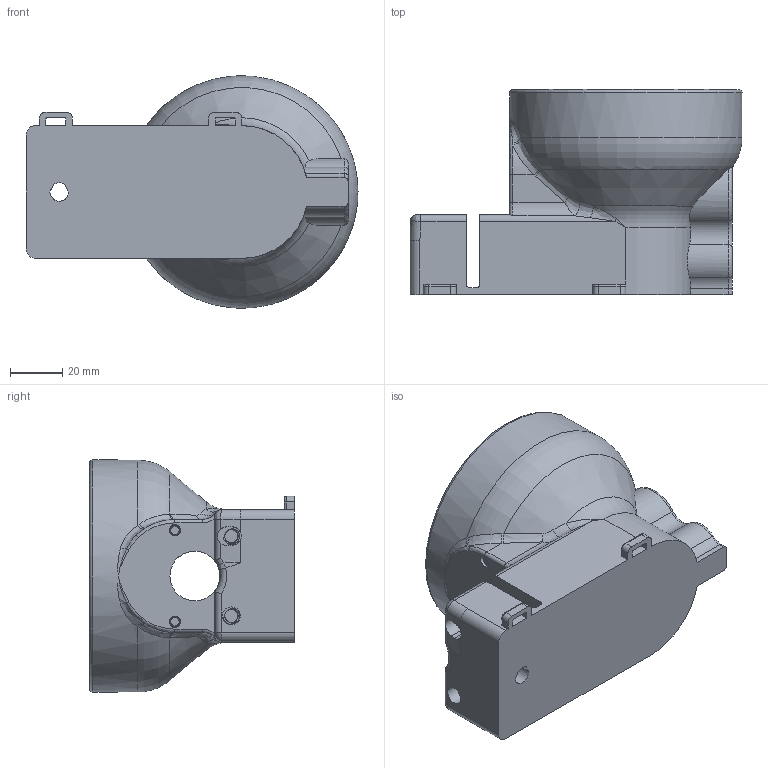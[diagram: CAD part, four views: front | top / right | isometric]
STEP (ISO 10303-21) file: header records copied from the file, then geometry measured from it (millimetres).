
FILE_DESCRIPTION(/* description */ (''),/* implementation_level */ '2;1');
FILE_NAME(/* name */ 'Funnel.step',/* time_stamp */ '2022-01-04T08:25:57-08:00',/* author */ (''),/* organization */ (''),/* preprocessor_version */ 'ST-DEVELOPER v18.1',/* originating_system */ 'Autodesk Translation Framework v10.10.0.1391',/* authorisation */ '');
FILE_SCHEMA (('AUTOMOTIVE_DESIGN { 1 0 10303 214 3 1 1 }'));
Length unit declared in the file: inch
Products named in the file (1): Funnel
Bounding box: 127 x 78.37 x 88.9 mm (x, y, z)
Volume: 177211.1 mm3; surface area: 53965.1 mm2
Topology: 1 solids, 1 shells, 368 faces, 1026 edges, 660 vertices
Faces by surface type: cylinder 241, plane 52, bspline 41, torus 27, cone 7
Full cylindrical faces by diameter (mm): 3.332 x10, 4.11 x8, 4.318 x2, 5.116 x16, 6.35 x22, 6.604 x1, 6.858 x1, 11.43 x2, 12.7 x2, 19.05 x1, 19.304 x1, 83.82 x1, 88.9 x1
Entity records: 21956 total; most frequent: CARTESIAN_POINT 13380, ORIENTED_EDGE 2038, DIRECTION 1411, EDGE_CURVE 1019, VERTEX_POINT 660, AXIS2_PLACEMENT_3D 538, B_SPLINE_CURVE_WITH_KNOTS 471, EDGE_LOOP 393
